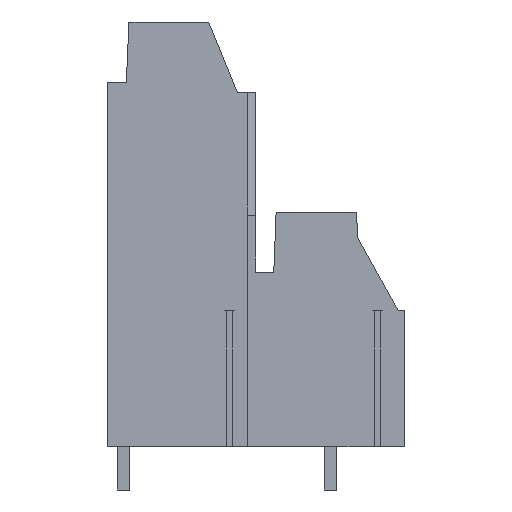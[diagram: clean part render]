
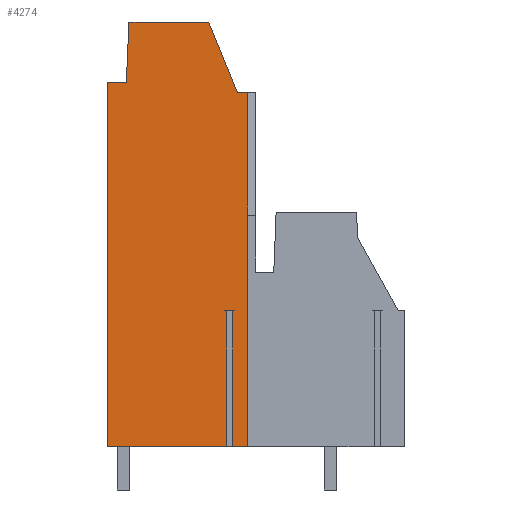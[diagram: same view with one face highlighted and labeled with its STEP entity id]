
A CAD part, left-side view. The second image highlights one B-rep face of the part: STEP entity #4274.
In plain terms, the highlighted planar face has unit normal (-1, 0, 0).
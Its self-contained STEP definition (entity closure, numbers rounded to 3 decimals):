
#4199=AXIS2_PLACEMENT_3D('Plane Axis2P3D',#4196,#4197,#4198) ;
#752=CARTESIAN_POINT('Vertex',(0.,21.94,3.2)) ;
#944=CARTESIAN_POINT('Vertex',(0.,11.574,3.2)) ;
#947=CARTESIAN_POINT('Line Origine',(0.,12.12,3.2)) ;
#951=CARTESIAN_POINT('Vertex',(0.,12.665,3.2)) ;
#1000=CARTESIAN_POINT('Vertex',(0.,13.115,3.2)) ;
#1003=CARTESIAN_POINT('Line Origine',(0.,17.528,3.2)) ;
#1380=CARTESIAN_POINT('Vertex',(0.,11.574,29.26)) ;
#1383=CARTESIAN_POINT('Line Origine',(0.,11.574,16.23)) ;
#4196=CARTESIAN_POINT('Axis2P3D Location',(0.,11.,17.2)) ;
#4201=CARTESIAN_POINT('Line Origine',(0.,21.94,16.625)) ;
#4205=CARTESIAN_POINT('Vertex',(0.,21.94,30.05)) ;
#4208=CARTESIAN_POINT('Line Origine',(0.,13.115,8.2)) ;
#4212=CARTESIAN_POINT('Vertex',(0.,13.115,13.2)) ;
#4215=CARTESIAN_POINT('Line Origine',(0.,12.89,13.2)) ;
#4219=CARTESIAN_POINT('Vertex',(0.,12.665,13.2)) ;
#4222=CARTESIAN_POINT('Line Origine',(0.,12.665,8.2)) ;
#4227=CARTESIAN_POINT('Line Origine',(0.,11.956,29.26)) ;
#4231=CARTESIAN_POINT('Vertex',(0.,12.337,29.26)) ;
#4234=CARTESIAN_POINT('Line Origine',(0.,13.393,31.865)) ;
#4238=CARTESIAN_POINT('Vertex',(0.,14.449,34.47)) ;
#4241=CARTESIAN_POINT('Line Origine',(0.,17.389,34.47)) ;
#4245=CARTESIAN_POINT('Vertex',(0.,20.328,34.47)) ;
#4248=CARTESIAN_POINT('Line Origine',(0.,20.424,32.26)) ;
#4252=CARTESIAN_POINT('Vertex',(0.,20.521,30.05)) ;
#4255=CARTESIAN_POINT('Line Origine',(0.,21.23,30.05)) ;
#948=DIRECTION('Vector Direction',(0.,1.,0.)) ;
#1004=DIRECTION('Vector Direction',(0.,1.,0.)) ;
#1384=DIRECTION('Vector Direction',(0.,0.,1.)) ;
#4197=DIRECTION('Axis2P3D Direction',(1.,0.,0.)) ;
#4198=DIRECTION('Axis2P3D XDirection',(0.,1.,0.)) ;
#4202=DIRECTION('Vector Direction',(0.,0.,-1.)) ;
#4209=DIRECTION('Vector Direction',(0.,0.,1.)) ;
#4216=DIRECTION('Vector Direction',(0.,1.,0.)) ;
#4223=DIRECTION('Vector Direction',(0.,0.,1.)) ;
#4228=DIRECTION('Vector Direction',(0.,1.,0.)) ;
#4235=DIRECTION('Vector Direction',(0.,0.376,0.927)) ;
#4242=DIRECTION('Vector Direction',(0.,1.,0.)) ;
#4249=DIRECTION('Vector Direction',(0.,-0.044,0.999)) ;
#4256=DIRECTION('Vector Direction',(0.,1.,0.)) ;
#949=VECTOR('Line Direction',#948,1.) ;
#1005=VECTOR('Line Direction',#1004,1.) ;
#1385=VECTOR('Line Direction',#1384,1.) ;
#4203=VECTOR('Line Direction',#4202,1.) ;
#4210=VECTOR('Line Direction',#4209,1.) ;
#4217=VECTOR('Line Direction',#4216,1.) ;
#4224=VECTOR('Line Direction',#4223,1.) ;
#4229=VECTOR('Line Direction',#4228,1.) ;
#4236=VECTOR('Line Direction',#4235,1.) ;
#4243=VECTOR('Line Direction',#4242,1.) ;
#4250=VECTOR('Line Direction',#4249,1.) ;
#4257=VECTOR('Line Direction',#4256,1.) ;
#4261=ORIENTED_EDGE('',*,*,#4207,.T.) ;
#4262=ORIENTED_EDGE('',*,*,#1007,.F.) ;
#4263=ORIENTED_EDGE('',*,*,#4214,.T.) ;
#4264=ORIENTED_EDGE('',*,*,#4221,.F.) ;
#4265=ORIENTED_EDGE('',*,*,#4226,.F.) ;
#4266=ORIENTED_EDGE('',*,*,#953,.F.) ;
#4267=ORIENTED_EDGE('',*,*,#1387,.T.) ;
#4268=ORIENTED_EDGE('',*,*,#4233,.T.) ;
#4269=ORIENTED_EDGE('',*,*,#4240,.T.) ;
#4270=ORIENTED_EDGE('',*,*,#4247,.T.) ;
#4271=ORIENTED_EDGE('',*,*,#4254,.F.) ;
#4272=ORIENTED_EDGE('',*,*,#4259,.T.) ;
#4274=ADVANCED_FACE('housing',(#4273),#4200,.F.) ;
#953=EDGE_CURVE('',#945,#952,#950,.T.) ;
#1007=EDGE_CURVE('',#1001,#753,#1006,.T.) ;
#1387=EDGE_CURVE('',#945,#1381,#1386,.T.) ;
#4207=EDGE_CURVE('',#4206,#753,#4204,.T.) ;
#4214=EDGE_CURVE('',#1001,#4213,#4211,.T.) ;
#4221=EDGE_CURVE('',#4220,#4213,#4218,.T.) ;
#4226=EDGE_CURVE('',#952,#4220,#4225,.T.) ;
#4233=EDGE_CURVE('',#1381,#4232,#4230,.T.) ;
#4240=EDGE_CURVE('',#4232,#4239,#4237,.T.) ;
#4247=EDGE_CURVE('',#4239,#4246,#4244,.T.) ;
#4254=EDGE_CURVE('',#4253,#4246,#4251,.T.) ;
#4259=EDGE_CURVE('',#4253,#4206,#4258,.T.) ;
#4260=EDGE_LOOP('',(#4261,#4262,#4263,#4264,#4265,#4266,#4267,#4268,#4269,#4270,#4271,#4272)) ;
#4273=FACE_OUTER_BOUND('',#4260,.T.) ;
#950=LINE('Line',#947,#949) ;
#1006=LINE('Line',#1003,#1005) ;
#1386=LINE('Line',#1383,#1385) ;
#4204=LINE('Line',#4201,#4203) ;
#4211=LINE('Line',#4208,#4210) ;
#4218=LINE('Line',#4215,#4217) ;
#4225=LINE('Line',#4222,#4224) ;
#4230=LINE('Line',#4227,#4229) ;
#4237=LINE('Line',#4234,#4236) ;
#4244=LINE('Line',#4241,#4243) ;
#4251=LINE('Line',#4248,#4250) ;
#4258=LINE('Line',#4255,#4257) ;
#4200=PLANE('',#4199) ;
#753=VERTEX_POINT('',#752) ;
#945=VERTEX_POINT('',#944) ;
#952=VERTEX_POINT('',#951) ;
#1001=VERTEX_POINT('',#1000) ;
#1381=VERTEX_POINT('',#1380) ;
#4206=VERTEX_POINT('',#4205) ;
#4213=VERTEX_POINT('',#4212) ;
#4220=VERTEX_POINT('',#4219) ;
#4232=VERTEX_POINT('',#4231) ;
#4239=VERTEX_POINT('',#4238) ;
#4246=VERTEX_POINT('',#4245) ;
#4253=VERTEX_POINT('',#4252) ;
